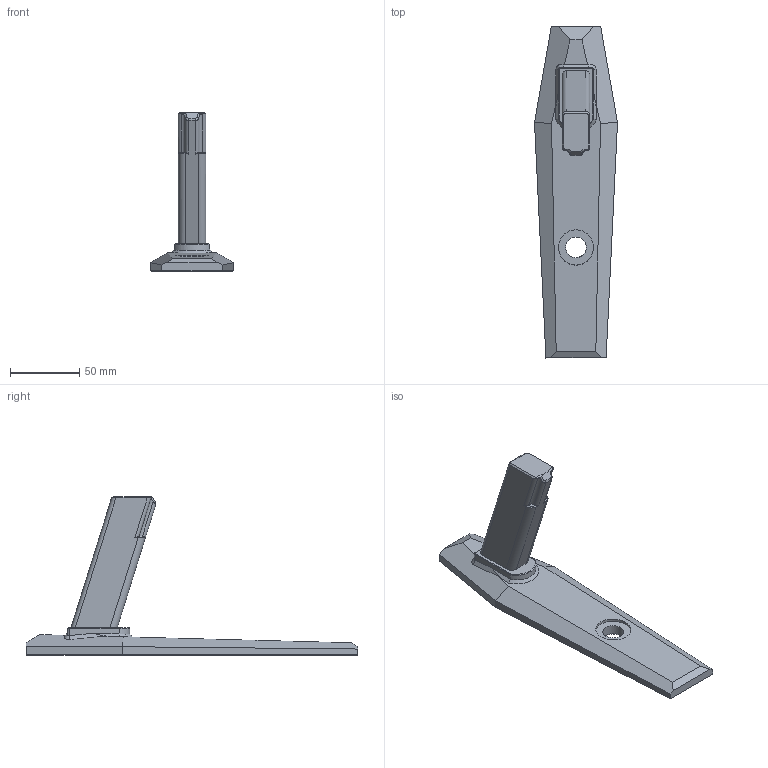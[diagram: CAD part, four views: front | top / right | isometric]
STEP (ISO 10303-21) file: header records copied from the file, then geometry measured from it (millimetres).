
FILE_DESCRIPTION(/* description */ ('Unknown'),/* implementation_level */ '2;1');
FILE_NAME(/* name */ 'jericho941_pre2007_holsters',/* time_stamp */ '2024-02-21T21:03:01-05:00',/* author */ ('Unknown'),/* organization */ ('Unknown'),/* preprocessor_version */ 'ST-DEVELOPER v18.1',/* originating_system */ 'Solid Edge',/* authorisation */ 'Unknown');
FILE_SCHEMA (('AUTOMOTIVE_DESIGN {1 0 10303 214 3 1 1}'));
Length unit declared in the file: millimetre
Products named in the file (2): jericho941_pre2007_holsters; jericho941_pre2007_stand
Assembly tree (1 placements, depth 2):
  jericho941_pre2007_holsters
    jericho941_pre2007_stand
Bounding box: 60.04 x 240 x 114.87 mm (x, y, z)
Volume: 193922.3 mm3; surface area: 38662.8 mm2
Topology: 1 solids, 1 shells, 84 faces, 209 edges, 129 vertices
Faces by surface type: plane 50, bspline 16, cylinder 15, cone 3
Full cylindrical faces by diameter (mm): 15.03 x1, 25.5 x1
Entity records: 3154 total; most frequent: CARTESIAN_POINT 1307, ORIENTED_EDGE 408, DIRECTION 297, EDGE_CURVE 204, VERTEX_POINT 127, LINE 119, VECTOR 119, EDGE_LOOP 91
